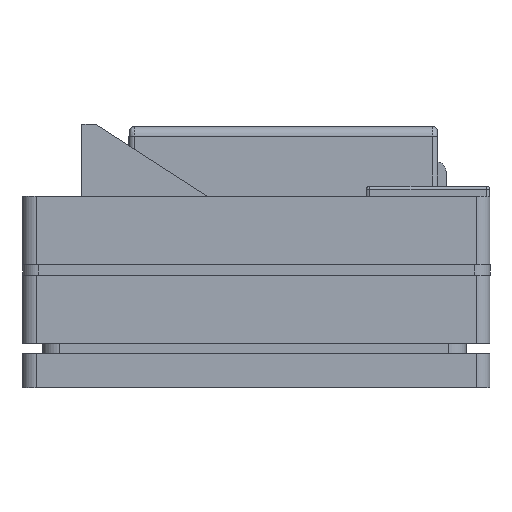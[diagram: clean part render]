
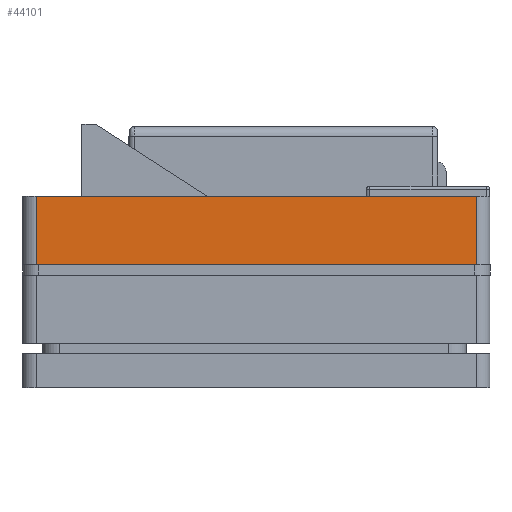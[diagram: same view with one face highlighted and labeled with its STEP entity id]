
A CAD part, left-side view. The second image highlights one B-rep face of the part: STEP entity #44101.
In plain terms, the highlighted face is planar.
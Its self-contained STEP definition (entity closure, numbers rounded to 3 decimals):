
#2036=PLANE('',#46830);
#4013=FACE_OUTER_BOUND('',#6478,.T.);
#6478=EDGE_LOOP('',(#31524,#31525,#31526,#31527));
#9496=LINE('',#63015,#14431);
#9552=LINE('',#63193,#14487);
#9650=LINE('',#63435,#14585);
#9651=LINE('',#63437,#14586);
#14431=VECTOR('',#50531,10.);
#14487=VECTOR('',#50671,10.);
#14585=VECTOR('',#50943,10.);
#14586=VECTOR('',#50946,10.);
#20666=VERTEX_POINT('',#63012);
#20667=VERTEX_POINT('',#63014);
#20746=VERTEX_POINT('',#63190);
#20747=VERTEX_POINT('',#63192);
#24813=EDGE_CURVE('',#20666,#20667,#9496,.T.);
#24902=EDGE_CURVE('',#20747,#20746,#9552,.T.);
#25023=EDGE_CURVE('',#20747,#20666,#9650,.T.);
#25024=EDGE_CURVE('',#20667,#20746,#9651,.T.);
#31524=ORIENTED_EDGE('',*,*,#25023,.F.);
#31525=ORIENTED_EDGE('',*,*,#24902,.T.);
#31526=ORIENTED_EDGE('',*,*,#25024,.F.);
#31527=ORIENTED_EDGE('',*,*,#24813,.F.);
#44101=ADVANCED_FACE('',(#4013),#2036,.T.);
#46830=AXIS2_PLACEMENT_3D('',#63436,#50944,#50945);
#50531=DIRECTION('',(0.,0.,-1.));
#50671=DIRECTION('',(0.,0.,-1.));
#50943=DIRECTION('',(0.,1.,0.));
#50944=DIRECTION('center_axis',(1.,0.,0.));
#50945=DIRECTION('ref_axis',(0.,0.,-1.));
#50946=DIRECTION('',(0.,-1.,0.));
#63012=CARTESIAN_POINT('',(2.27,10.,-2.));
#63014=CARTESIAN_POINT('',(2.27,10.,-66.57));
#63015=CARTESIAN_POINT('',(2.27,10.,0.));
#63190=CARTESIAN_POINT('',(2.27,0.,-66.57));
#63192=CARTESIAN_POINT('',(2.27,0.,-2.));
#63193=CARTESIAN_POINT('',(2.27,0.,0.));
#63435=CARTESIAN_POINT('',(2.27,0.,-2.));
#63436=CARTESIAN_POINT('Origin',(2.27,0.,0.));
#63437=CARTESIAN_POINT('',(2.27,0.,-66.57));
